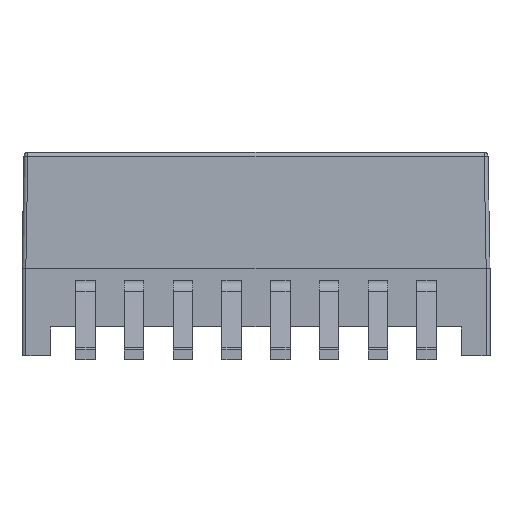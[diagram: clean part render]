
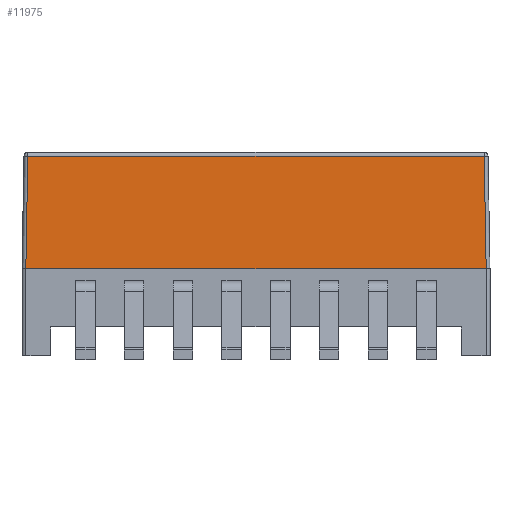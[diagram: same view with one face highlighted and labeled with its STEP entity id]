
A CAD part, left-side view. The second image highlights one B-rep face of the part: STEP entity #11975.
In plain terms, the highlighted face is planar.
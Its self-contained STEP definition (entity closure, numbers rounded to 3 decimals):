
#475=PLANE('',#12498);
#827=LINE('',#14988,#1662);
#831=LINE('',#15004,#1666);
#839=LINE('',#15035,#1674);
#1201=LINE('',#18064,#2036);
#1662=VECTOR('',#12861,1000.);
#1666=VECTOR('',#12879,1000.);
#1674=VECTOR('',#12915,1000.);
#2036=VECTOR('',#13819,1000.);
#3611=ORIENTED_EDGE('',*,*,#5679,.F.);
#3612=ORIENTED_EDGE('',*,*,#5014,.T.);
#3613=ORIENTED_EDGE('',*,*,#5022,.F.);
#3614=ORIENTED_EDGE('',*,*,#5038,.F.);
#5014=EDGE_CURVE('',#6267,#6270,#827,.T.);
#5022=EDGE_CURVE('',#6275,#6270,#831,.T.);
#5038=EDGE_CURVE('',#6284,#6275,#839,.T.);
#5679=EDGE_CURVE('',#6267,#6284,#1201,.T.);
#6267=VERTEX_POINT('',#14978);
#6270=VERTEX_POINT('',#14986);
#6275=VERTEX_POINT('',#15002);
#6284=VERTEX_POINT('',#15033);
#7398=EDGE_LOOP('',(#3611,#3612,#3613,#3614));
#7948=FACE_BOUND('',#7398,.T.);
#11975=ADVANCED_FACE('',(#7948),#475,.T.);
#12498=AXIS2_PLACEMENT_3D('',#18063,#13817,#13818);
#12861=DIRECTION('',(-0.017,0.017,1.));
#12879=DIRECTION('',(1.,0.,0.));
#12915=DIRECTION('',(0.017,0.017,1.));
#13817=DIRECTION('',(0.,-1.,0.017));
#13818=DIRECTION('',(0.,-0.017,-1.));
#13819=DIRECTION('',(-1.,0.,0.));
#14978=CARTESIAN_POINT('',(6.,-3.5,2.37));
#14986=CARTESIAN_POINT('',(5.949,-3.449,5.302));
#14988=CARTESIAN_POINT('',(5.998,-3.498,2.475));
#15002=CARTESIAN_POINT('',(-5.949,-3.449,5.302));
#15004=CARTESIAN_POINT('',(-6.047,-3.449,5.302));
#15033=CARTESIAN_POINT('',(-6.,-3.5,2.37));
#15035=CARTESIAN_POINT('',(-5.998,-3.498,2.475));
#18063=CARTESIAN_POINT('',(0.,-3.5,2.37));
#18064=CARTESIAN_POINT('',(6.1,-3.5,2.37));
